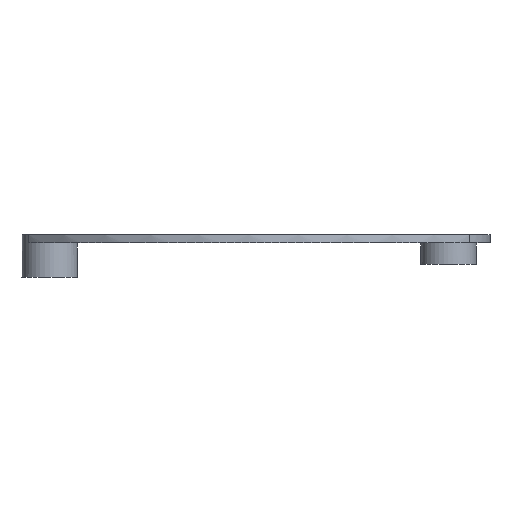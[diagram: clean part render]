
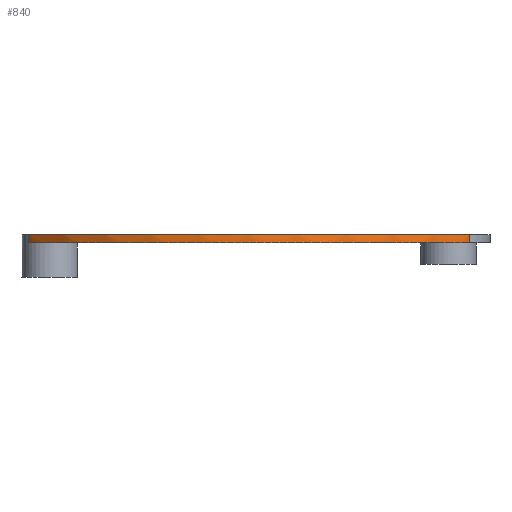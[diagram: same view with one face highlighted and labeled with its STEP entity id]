
A CAD part, left-side view. The second image highlights one B-rep face of the part: STEP entity #840.
In plain terms, the highlighted cylindrical face has radius 35.8 mm (diameter 71.6 mm), a partial arc.
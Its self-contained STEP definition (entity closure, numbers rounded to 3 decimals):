
#48=CYLINDRICAL_SURFACE('',#970,35.8);
#97=LINE('',#1511,#147);
#98=LINE('',#1517,#148);
#147=VECTOR('',#1244,10.);
#148=VECTOR('',#1253,10.);
#198=FACE_OUTER_BOUND('',#245,.T.);
#245=EDGE_LOOP('',(#728,#729,#730,#731));
#278=CIRCLE('',#888,35.8);
#328=CIRCLE('',#971,35.8);
#348=VERTEX_POINT('',#1319);
#356=VERTEX_POINT('',#1334);
#409=VERTEX_POINT('',#1510);
#410=VERTEX_POINT('',#1515);
#436=EDGE_CURVE('',#356,#348,#278,.T.);
#526=EDGE_CURVE('',#409,#348,#97,.T.);
#529=EDGE_CURVE('',#409,#410,#328,.T.);
#530=EDGE_CURVE('',#410,#356,#98,.T.);
#728=ORIENTED_EDGE('',*,*,#529,.F.);
#729=ORIENTED_EDGE('',*,*,#526,.T.);
#730=ORIENTED_EDGE('',*,*,#436,.F.);
#731=ORIENTED_EDGE('',*,*,#530,.F.);
#840=ADVANCED_FACE('',(#198),#48,.T.);
#888=AXIS2_PLACEMENT_3D('',#1336,#1042,#1043);
#970=AXIS2_PLACEMENT_3D('',#1514,#1249,#1250);
#971=AXIS2_PLACEMENT_3D('',#1516,#1251,#1252);
#1042=DIRECTION('center_axis',(0.,0.,-1.));
#1043=DIRECTION('ref_axis',(-0.654,0.756,0.));
#1244=DIRECTION('',(0.,0.,-1.));
#1249=DIRECTION('center_axis',(0.,0.,-1.));
#1250=DIRECTION('ref_axis',(-0.654,0.756,0.));
#1251=DIRECTION('center_axis',(0.,0.,1.));
#1252=DIRECTION('ref_axis',(-0.654,0.756,0.));
#1253=DIRECTION('',(0.,0.,-1.));
#1319=CARTESIAN_POINT('',(-31.225,27.071,149.));
#1334=CARTESIAN_POINT('',(-31.249,-27.05,149.));
#1336=CARTESIAN_POINT('Origin',(-7.798,0.,
149.));
#1510=CARTESIAN_POINT('',(-31.225,27.071,150.));
#1511=CARTESIAN_POINT('',(-31.225,27.071,150.));
#1514=CARTESIAN_POINT('Origin',(-7.798,0.,
150.));
#1515=CARTESIAN_POINT('',(-31.249,-27.05,150.));
#1516=CARTESIAN_POINT('Origin',(-7.798,0.,
150.));
#1517=CARTESIAN_POINT('',(-31.249,-27.05,150.));
